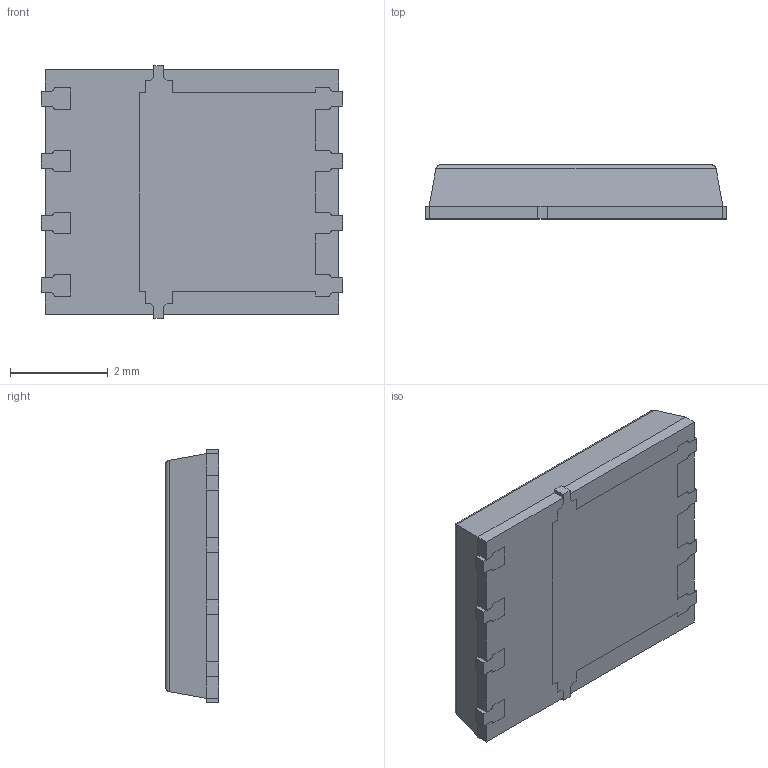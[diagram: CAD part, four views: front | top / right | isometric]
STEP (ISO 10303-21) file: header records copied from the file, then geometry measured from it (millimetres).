
FILE_DESCRIPTION (( 'STEP AP214' ), '1' );
FILE_NAME ('BSC060N10NS3GATMA1.STEP', '2024-04-25T12:53:45', ( '' ), ( '' ), 'SwSTEP 2.0', 'SolidWorks 2024', '' );
FILE_SCHEMA (( 'AUTOMOTIVE_DESIGN' ));
Length unit declared in the file: millimetre
Products named in the file (5): BSC022N04LS6ATMA1_2; BSC060N10NS3GATMA1; BSC022N04LS6ATMA1; BSC022N04LS6ATMA1_4; BSC022N04LS6ATMA1_1
Assembly tree (7 placements, depth 2):
  BSC060N10NS3GATMA1
    BSC022N04LS6ATMA1  x4
    BSC022N04LS6ATMA1_4
    BSC022N04LS6ATMA1_2
    BSC022N04LS6ATMA1_1
Bounding box: 6.15 x 1.1 x 5.15 mm (x, y, z)
Volume: 31.6 mm3; surface area: 127.2 mm2
Topology: 7 solids, 7 shells, 217 faces, 578 edges, 376 vertices
Faces by surface type: plane 177, cylinder 40
Entity records: 5954 total; most frequent: CARTESIAN_POINT 1043, ORIENTED_EDGE 1012, DIRECTION 956, EDGE_CURVE 506, VECTOR 442, LINE 442, VERTEX_POINT 328, AXIS2_PLACEMENT_3D 257
